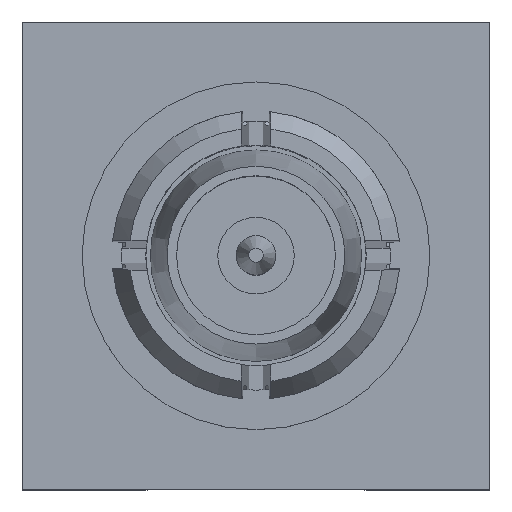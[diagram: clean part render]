
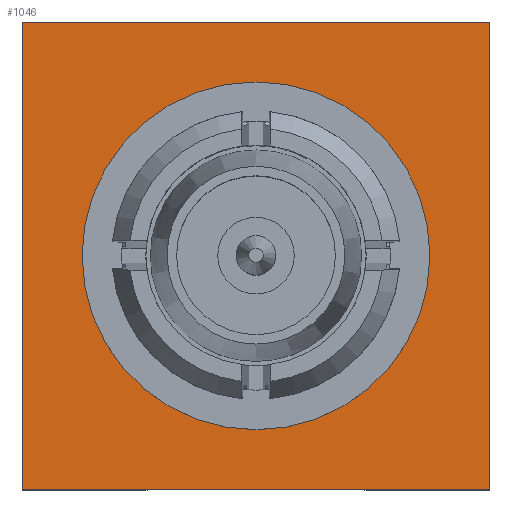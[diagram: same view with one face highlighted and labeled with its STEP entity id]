
A CAD part, top view. The second image highlights one B-rep face of the part: STEP entity #1046.
In plain terms, the highlighted planar face has unit normal (0, 0, 1).
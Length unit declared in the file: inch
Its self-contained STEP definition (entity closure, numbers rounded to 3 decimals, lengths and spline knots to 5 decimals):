
#100 = CARTESIAN_POINT ( 'NONE',  ( 0., 0., 0. ) ) ;
#103 = DIRECTION ( 'NONE',  ( 0., 1., 0. ) ) ;
#115 = CARTESIAN_POINT ( 'NONE',  ( -0.118, -0.118, 0. ) ) ;
#145 = CARTESIAN_POINT ( 'NONE',  ( -0.118, -0.118, 0. ) ) ;
#252 = CARTESIAN_POINT ( 'NONE',  ( -0.118, -0.118, 0. ) ) ;
#403 = VERTEX_POINT ( 'NONE', #1962 ) ;
#434 = DIRECTION ( 'NONE',  ( 0., -1., 0. ) ) ;
#466 = CARTESIAN_POINT ( 'NONE',  ( 0., 0., 0. ) ) ;
#472 = EDGE_CURVE ( 'NONE', #1950, #1251, #637, .T. ) ;
#552 = LINE ( 'NONE', #252, #915 ) ;
#576 = ORIENTED_EDGE ( 'NONE', *, *, #1427, .T. ) ;
#637 = LINE ( 'NONE', #1834, #1796 ) ;
#795 = EDGE_LOOP ( 'NONE', ( #1959, #576, #1694, #1036 ) ) ;
#834 = FACE_OUTER_BOUND ( 'NONE', #795, .T. ) ;
#866 = LINE ( 'NONE', #2090, #1064 ) ;
#915 = VECTOR ( 'NONE', #1247, 39.37008 ) ;
#1019 = DIRECTION ( 'NONE',  ( -1., 0., 0. ) ) ;
#1036 = ORIENTED_EDGE ( 'NONE', *, *, #2199, .T. ) ;
#1046 = ADVANCED_FACE ( 'NONE', ( #2019, #834 ), #1519, .F. ) ;
#1064 = VECTOR ( 'NONE', #1019, 39.37008 ) ;
#1166 = DIRECTION ( 'NONE',  ( 0., 0., 1. ) ) ;
#1247 = DIRECTION ( 'NONE',  ( 0., -1., 0. ) ) ;
#1251 = VERTEX_POINT ( 'NONE', #1616 ) ;
#1255 = EDGE_CURVE ( 'NONE', #2188, #1423, #552, .T. ) ;
#1270 = ORIENTED_EDGE ( 'NONE', *, *, #1373, .F. ) ;
#1311 = CARTESIAN_POINT ( 'NONE',  ( 0.118, -0.118, 0. ) ) ;
#1359 = CIRCLE ( 'NONE', #1398, 0.08775 ) ;
#1373 = EDGE_CURVE ( 'NONE', #403, #403, #1359, .T. ) ;
#1398 = AXIS2_PLACEMENT_3D ( 'NONE', #466, #1166, #1867 ) ;
#1423 = VERTEX_POINT ( 'NONE', #145 ) ;
#1427 = EDGE_CURVE ( 'NONE', #1251, #2188, #866, .T. ) ;
#1483 = EDGE_LOOP ( 'NONE', ( #1270 ) ) ;
#1519 = PLANE ( 'NONE',  #1769 ) ;
#1540 = DIRECTION ( 'NONE',  ( 0., 0., -1. ) ) ;
#1616 = CARTESIAN_POINT ( 'NONE',  ( 0.118, 0.118, 0. ) ) ;
#1694 = ORIENTED_EDGE ( 'NONE', *, *, #1255, .T. ) ;
#1769 = AXIS2_PLACEMENT_3D ( 'NONE', #100, #1540, #434 ) ;
#1796 = VECTOR ( 'NONE', #103, 39.37008 ) ;
#1834 = CARTESIAN_POINT ( 'NONE',  ( 0.118, -0.118, 0. ) ) ;
#1837 = LINE ( 'NONE', #115, #2246 ) ;
#1867 = DIRECTION ( 'NONE',  ( -1., 0., 0. ) ) ;
#1950 = VERTEX_POINT ( 'NONE', #1311 ) ;
#1959 = ORIENTED_EDGE ( 'NONE', *, *, #472, .T. ) ;
#1962 = CARTESIAN_POINT ( 'NONE',  ( -0.08775, 0., 0. ) ) ;
#2019 = FACE_BOUND ( 'NONE', #1483, .T. ) ;
#2090 = CARTESIAN_POINT ( 'NONE',  ( -0.118, 0.118, 0. ) ) ;
#2170 = DIRECTION ( 'NONE',  ( 1., 0., 0. ) ) ;
#2181 = CARTESIAN_POINT ( 'NONE',  ( -0.118, 0.118, 0. ) ) ;
#2188 = VERTEX_POINT ( 'NONE', #2181 ) ;
#2199 = EDGE_CURVE ( 'NONE', #1423, #1950, #1837, .T. ) ;
#2246 = VECTOR ( 'NONE', #2170, 39.37008 ) ;
